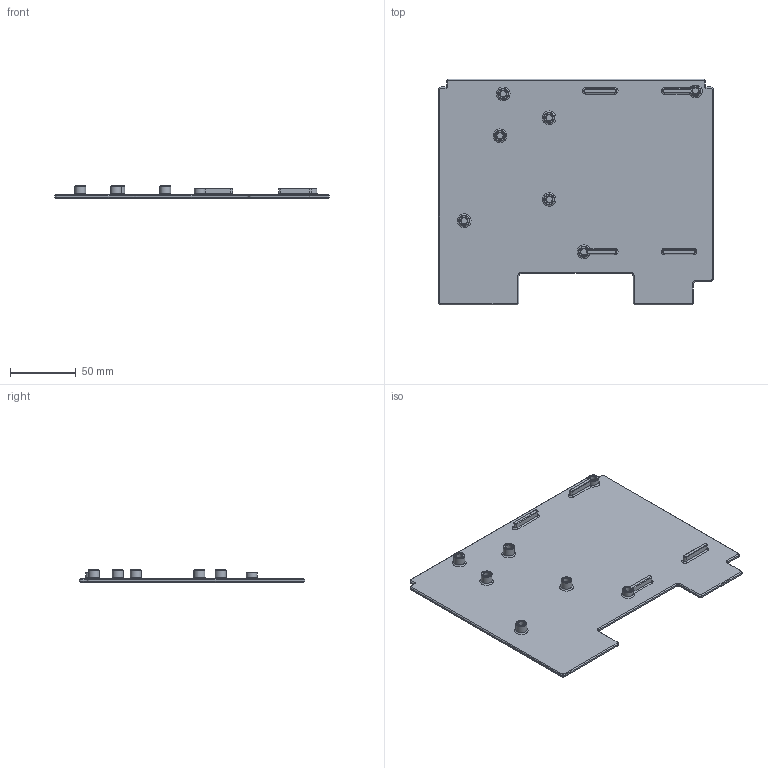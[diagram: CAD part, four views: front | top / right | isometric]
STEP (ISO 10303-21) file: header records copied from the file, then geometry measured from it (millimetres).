
FILE_DESCRIPTION(/* description */ (''),/* implementation_level */ '2;1');
FILE_NAME(/* name */ 'deck_with_logo.step',/* time_stamp */ '2020-04-19T22:30:49+02:00',/* author */ (''),/* organization */ (''),/* preprocessor_version */ 'ST-DEVELOPER v18.1',/* originating_system */ 'Autodesk Translation Framework v9.2.0.1227',/* authorisation */ '');
FILE_SCHEMA (('AUTOMOTIVE_DESIGN { 1 0 10303 214 3 1 1 }'));
Length unit declared in the file: millimetre
Products named in the file (3): (Nicht gespeichert); Deck_Panel_ Logo_cutout; Logo
Assembly tree (2 placements, depth 2):
  (Nicht gespeichert)
    Deck_Panel_ Logo_cutout
    Logo
Bounding box: 209 x 172 x 9.8 mm (x, y, z)
Volume: 96240.5 mm3; surface area: 78932.1 mm2
Topology: 2 solids, 2 shells, 234 faces, 526 edges, 316 vertices
Faces by surface type: plane 125, cone 48, cylinder 45, torus 14, bspline 2
Full cylindrical faces by diameter (mm): 4.7 x7, 8.36 x5
Entity records: 6730 total; most frequent: CARTESIAN_POINT 1359, DIRECTION 1139, ORIENTED_EDGE 1052, EDGE_CURVE 526, AXIS2_PLACEMENT_3D 398, LINE 343, VECTOR 343, VERTEX_POINT 316
